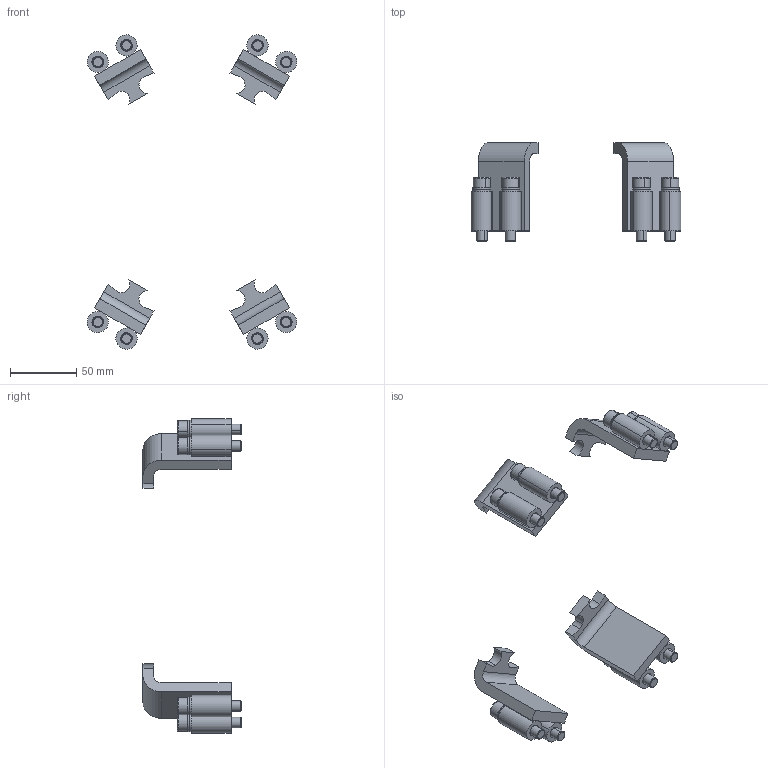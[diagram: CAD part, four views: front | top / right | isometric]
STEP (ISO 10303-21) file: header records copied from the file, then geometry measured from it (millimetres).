
FILE_DESCRIPTION (( 'STEP AP203' ), '1' );
FILE_NAME ('P0620.STEP', '2019-05-16T13:52:53', ( '' ), ( '' ), 'SwSTEP 2.0', 'SolidWorks 2017', '' );
FILE_SCHEMA (( 'CONFIG_CONTROL_DESIGN' ));
Length unit declared in the file: millimetre
Products named in the file (1): P0620
Bounding box: 158 x 73.95 x 236.95 mm (x, y, z)
Volume: 157506.6 mm3; surface area: 70463.9 mm2
Topology: 28 solids, 28 shells, 1212 faces, 3260 edges, 2120 vertices
Faces by surface type: plane 1040, cylinder 140, cone 16, torus 16
Entity records: 37415 total; most frequent: CARTESIAN_POINT 7457, ORIENTED_EDGE 6520, DIRECTION 5822, EDGE_CURVE 3260, LINE 2548, VECTOR 2548, VERTEX_POINT 2120, AXIS2_PLACEMENT_3D 1637
